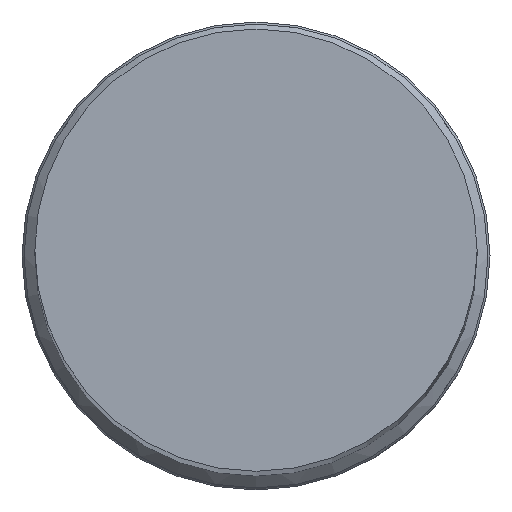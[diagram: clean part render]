
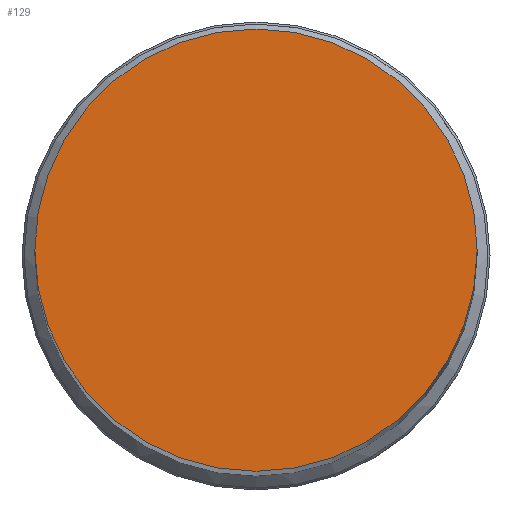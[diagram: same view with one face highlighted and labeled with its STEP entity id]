
A CAD part, top view. The second image highlights one B-rep face of the part: STEP entity #129.
In plain terms, the highlighted planar face has unit normal (0, 0, 1).
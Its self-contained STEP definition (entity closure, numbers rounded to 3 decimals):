
#80=EDGE_CURVE('240[2]',#193,#193,#194,.T.);
#129=ADVANCED_FACE('240[2]',(#268),#269,.T.);
#193=VERTEX_POINT('',#342);
#194=CIRCLE('',#343,6.);
#268=FACE_OUTER_BOUND('',#435,.T.);
#269=PLANE('',#436);
#342=CARTESIAN_POINT('',(0.,-6.,0.));
#343=AXIS2_PLACEMENT_3D('',#503,#504,#505);
#435=EDGE_LOOP('',(#585));
#436=AXIS2_PLACEMENT_3D('',#586,#587,#588);
#503=CARTESIAN_POINT('',(0.0,0.0,0.0));
#504=DIRECTION('',(0.,0.,-1.0));
#505=DIRECTION('',(0.,-1.0,0.));
#585=ORIENTED_EDGE('',*,*,#80,.F.);
#586=CARTESIAN_POINT('',(0.,-3.,0.));
#587=DIRECTION('',(0.,0.,1.0));
#588=DIRECTION('',(0.,1.0,0.));
